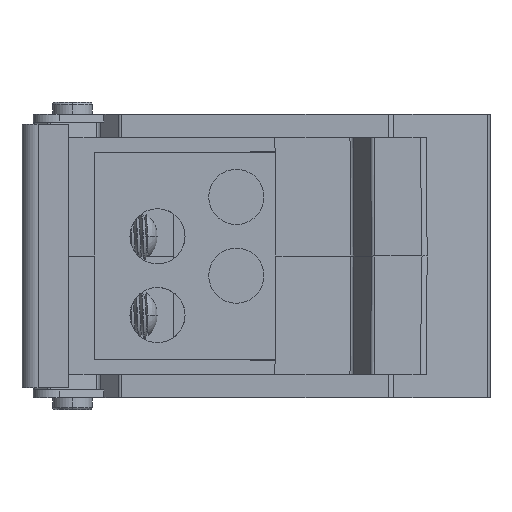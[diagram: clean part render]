
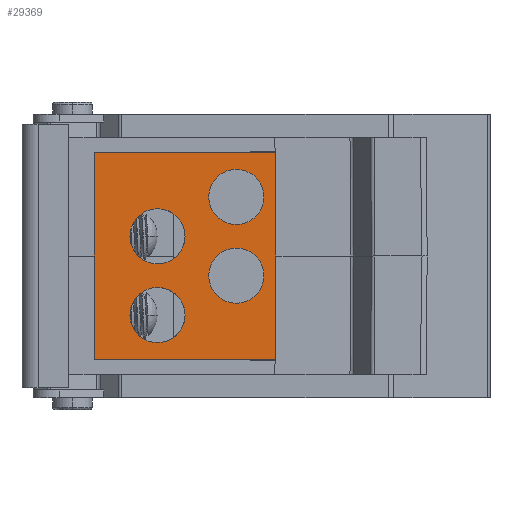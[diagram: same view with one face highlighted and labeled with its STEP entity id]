
A CAD part, left-side view. The second image highlights one B-rep face of the part: STEP entity #29369.
In plain terms, the highlighted planar face has unit normal (-1, 0, 0).
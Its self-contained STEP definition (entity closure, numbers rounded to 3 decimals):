
#69=DIRECTION('',(0.,0.,-1.));
#70=VECTOR('',#69,1.);
#71=CARTESIAN_POINT('',(-30.4,-32.8,0.5));
#72=LINE('',#71,#70);
#115=DIRECTION('',(0.,0.,-1.));
#116=VECTOR('',#115,12.6);
#117=CARTESIAN_POINT('',(-30.4,-32.8,-0.5));
#118=LINE('',#117,#116);
#167=DIRECTION('',(0.,-1.,0.));
#168=VECTOR('',#167,25.);
#169=CARTESIAN_POINT('',(-30.4,-7.8,-13.1));
#170=LINE('',#169,#168);
#1207=DIRECTION('',(0.,0.,1.));
#1208=VECTOR('',#1207,12.6);
#1209=CARTESIAN_POINT('',(-30.4,-32.8,0.5));
#1210=LINE('',#1209,#1208);
#1219=DIRECTION('',(0.,-1.,0.));
#1220=VECTOR('',#1219,25.);
#1221=CARTESIAN_POINT('',(-30.4,-7.8,13.1));
#1222=LINE('',#1221,#1220);
#4673=DIRECTION('',(0.,0.,-1.));
#4674=VECTOR('',#4673,26.2);
#4675=CARTESIAN_POINT('',(-30.4,-7.8,13.1));
#4676=LINE('',#4675,#4674);
#4677=CARTESIAN_POINT('',(-30.4,-15.8,-7.5));
#4678=DIRECTION('',(-1.,0.,0.));
#4679=DIRECTION('',(0.,0.,1.));
#4680=AXIS2_PLACEMENT_3D('',#4677,#4678,#4679);
#4682=CARTESIAN_POINT('',(-30.4,-15.8,-7.5));
#4683=DIRECTION('',(-1.,0.,0.));
#4684=DIRECTION('',(0.,0.,-1.));
#4685=AXIS2_PLACEMENT_3D('',#4682,#4683,#4684);
#4687=CARTESIAN_POINT('',(-30.4,-15.8,2.5));
#4688=DIRECTION('',(-1.,0.,0.));
#4689=DIRECTION('',(0.,0.,1.));
#4690=AXIS2_PLACEMENT_3D('',#4687,#4688,#4689);
#4692=CARTESIAN_POINT('',(-30.4,-15.8,2.5));
#4693=DIRECTION('',(-1.,0.,0.));
#4694=DIRECTION('',(0.,0.,-1.));
#4695=AXIS2_PLACEMENT_3D('',#4692,#4693,#4694);
#4697=CARTESIAN_POINT('',(-30.4,-25.8,7.5));
#4698=DIRECTION('',(-1.,0.,0.));
#4699=DIRECTION('',(0.,0.,1.));
#4700=AXIS2_PLACEMENT_3D('',#4697,#4698,#4699);
#4702=CARTESIAN_POINT('',(-30.4,-25.8,7.5));
#4703=DIRECTION('',(-1.,0.,0.));
#4704=DIRECTION('',(0.,0.,-1.));
#4705=AXIS2_PLACEMENT_3D('',#4702,#4703,#4704);
#4707=CARTESIAN_POINT('',(-30.4,-25.8,-2.5));
#4708=DIRECTION('',(-1.,0.,0.));
#4709=DIRECTION('',(0.,0.,1.));
#4710=AXIS2_PLACEMENT_3D('',#4707,#4708,#4709);
#4712=CARTESIAN_POINT('',(-30.4,-25.8,-2.5));
#4713=DIRECTION('',(-1.,0.,0.));
#4714=DIRECTION('',(0.,0.,-1.));
#4715=AXIS2_PLACEMENT_3D('',#4712,#4713,#4714);
#19538=CARTESIAN_POINT('',(-30.4,-7.8,13.1));
#19539=VERTEX_POINT('',#19538);
#19550=CARTESIAN_POINT('',(-30.4,-7.8,-13.1));
#19551=VERTEX_POINT('',#19550);
#19564=CARTESIAN_POINT('',(-30.4,-15.8,-4.));
#19565=CARTESIAN_POINT('',(-30.4,-15.8,-11.));
#19566=VERTEX_POINT('',#19564);
#19567=VERTEX_POINT('',#19565);
#19568=CARTESIAN_POINT('',(-30.4,-15.8,6.));
#19569=CARTESIAN_POINT('',(-30.4,-15.8,-1.));
#19570=VERTEX_POINT('',#19568);
#19571=VERTEX_POINT('',#19569);
#19572=CARTESIAN_POINT('',(-30.4,-25.8,11.));
#19573=CARTESIAN_POINT('',(-30.4,-25.8,4.));
#19574=VERTEX_POINT('',#19572);
#19575=VERTEX_POINT('',#19573);
#19576=CARTESIAN_POINT('',(-30.4,-25.8,1.));
#19577=CARTESIAN_POINT('',(-30.4,-25.8,-6.));
#19578=VERTEX_POINT('',#19576);
#19579=VERTEX_POINT('',#19577);
#19633=CARTESIAN_POINT('',(-30.4,-32.8,-13.1));
#19635=VERTEX_POINT('',#19633);
#19636=CARTESIAN_POINT('',(-30.4,-32.8,-0.5));
#19637=VERTEX_POINT('',#19636);
#19665=CARTESIAN_POINT('',(-30.4,-32.8,13.1));
#19667=VERTEX_POINT('',#19665);
#19668=CARTESIAN_POINT('',(-30.4,-32.8,0.5));
#19669=VERTEX_POINT('',#19668);
#29332=CARTESIAN_POINT('',(-30.4,-7.8,13.1));
#29333=DIRECTION('',(-1.,0.,0.));
#29334=DIRECTION('',(0.,-1.,0.));
#29335=AXIS2_PLACEMENT_3D('',#29332,#29333,#29334);
#29336=PLANE('',#29335);
#29337=ORIENTED_EDGE('',*,*,#20572,.F.);
#29339=ORIENTED_EDGE('',*,*,#29338,.F.);
#29340=ORIENTED_EDGE('',*,*,#22203,.T.);
#29341=ORIENTED_EDGE('',*,*,#22174,.F.);
#29342=ORIENTED_EDGE('',*,*,#20392,.T.);
#29343=ORIENTED_EDGE('',*,*,#20522,.T.);
#29344=EDGE_LOOP('',(#29337,#29339,#29340,#29341,#29342,#29343));
#29345=FACE_OUTER_BOUND('',#29344,.F.);
#29347=ORIENTED_EDGE('',*,*,#29346,.T.);
#29348=ORIENTED_EDGE('',*,*,#29318,.T.);
#29349=EDGE_LOOP('',(#29347,#29348));
#29350=FACE_BOUND('',#29349,.F.);
#29352=ORIENTED_EDGE('',*,*,#29351,.T.);
#29354=ORIENTED_EDGE('',*,*,#29353,.T.);
#29355=EDGE_LOOP('',(#29352,#29354));
#29356=FACE_BOUND('',#29355,.F.);
#29358=ORIENTED_EDGE('',*,*,#29357,.T.);
#29360=ORIENTED_EDGE('',*,*,#29359,.T.);
#29361=EDGE_LOOP('',(#29358,#29360));
#29362=FACE_BOUND('',#29361,.F.);
#29364=ORIENTED_EDGE('',*,*,#29363,.T.);
#29366=ORIENTED_EDGE('',*,*,#29365,.T.);
#29367=EDGE_LOOP('',(#29364,#29366));
#29368=FACE_BOUND('',#29367,.F.);
#29369=ADVANCED_FACE('',(#29345,#29350,#29356,#29362,#29368),#29336,.T.);
#4681=CIRCLE('',#4680,3.5);
#4686=CIRCLE('',#4685,3.5);
#4691=CIRCLE('',#4690,3.5);
#4696=CIRCLE('',#4695,3.5);
#4701=CIRCLE('',#4700,3.5);
#4706=CIRCLE('',#4705,3.5);
#4711=CIRCLE('',#4710,3.5);
#4716=CIRCLE('',#4715,3.5);
#20392=EDGE_CURVE('',#19669,#19637,#72,.T.);
#20522=EDGE_CURVE('',#19637,#19635,#118,.T.);
#20572=EDGE_CURVE('',#19551,#19635,#170,.T.);
#22174=EDGE_CURVE('',#19669,#19667,#1210,.T.);
#22203=EDGE_CURVE('',#19539,#19667,#1222,.T.);
#29318=EDGE_CURVE('',#19567,#19566,#4686,.T.);
#29338=EDGE_CURVE('',#19539,#19551,#4676,.T.);
#29346=EDGE_CURVE('',#19566,#19567,#4681,.T.);
#29351=EDGE_CURVE('',#19570,#19571,#4691,.T.);
#29353=EDGE_CURVE('',#19571,#19570,#4696,.T.);
#29357=EDGE_CURVE('',#19574,#19575,#4701,.T.);
#29359=EDGE_CURVE('',#19575,#19574,#4706,.T.);
#29363=EDGE_CURVE('',#19578,#19579,#4711,.T.);
#29365=EDGE_CURVE('',#19579,#19578,#4716,.T.);
